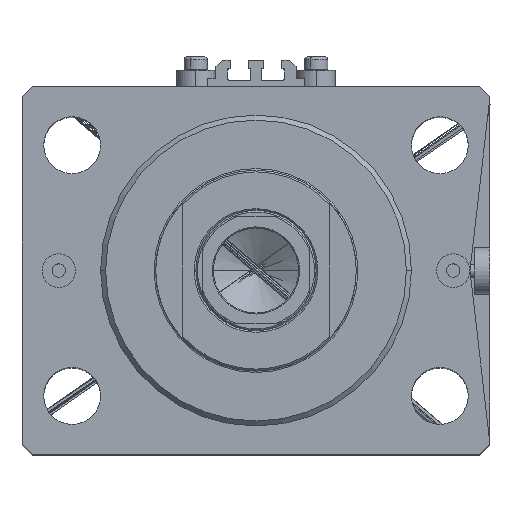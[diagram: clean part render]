
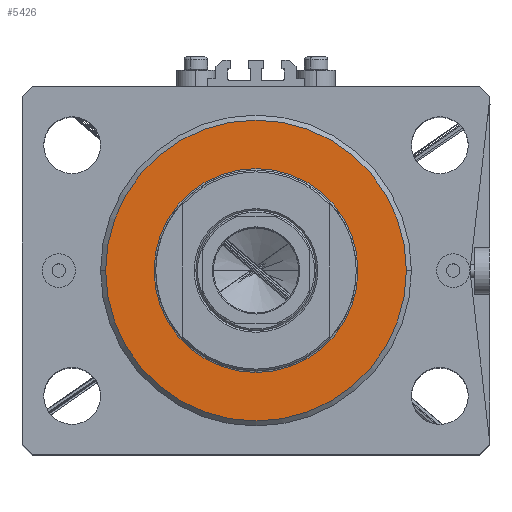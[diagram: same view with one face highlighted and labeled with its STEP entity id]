
A CAD part, top view. The second image highlights one B-rep face of the part: STEP entity #5426.
In plain terms, the highlighted face is planar.
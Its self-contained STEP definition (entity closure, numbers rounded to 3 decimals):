
#240 = EDGE_CURVE ( 'NONE', #36232, #25730, #41338, .T. ) ;
#1129 = CARTESIAN_POINT ( 'NONE',  ( 0., 0., 0. ) ) ;
#3177 = ORIENTED_EDGE ( 'NONE', *, *, #38790, .T. ) ;
#4663 = AXIS2_PLACEMENT_3D ( 'NONE', #1129, #34281, #15691 ) ;
#5397 = CIRCLE ( 'NONE', #4663, 45. ) ;
#5426 = ADVANCED_FACE ( 'NONE', ( #20095, #6275 ), #20814, .F. ) ;
#5686 = AXIS2_PLACEMENT_3D ( 'NONE', #35372, #16528, #42992 ) ;
#6275 = FACE_OUTER_BOUND ( 'NONE', #7903, .T. ) ;
#6568 = AXIS2_PLACEMENT_3D ( 'NONE', #11305, #21397, #40660 ) ;
#7002 = AXIS2_PLACEMENT_3D ( 'NONE', #16137, #33561, #11626 ) ;
#7903 = EDGE_LOOP ( 'NONE', ( #3177, #13357 ) ) ;
#8919 = VERTEX_POINT ( 'NONE', #19618 ) ;
#8928 = CARTESIAN_POINT ( 'NONE',  ( 45., 0., 0. ) ) ;
#9294 = AXIS2_PLACEMENT_3D ( 'NONE', #39832, #47003, #14290 ) ;
#11305 = CARTESIAN_POINT ( 'NONE',  ( 0., 0., 0. ) ) ;
#11626 = DIRECTION ( 'NONE',  ( 1., 0., 0. ) ) ;
#12652 = CIRCLE ( 'NONE', #6568, 45. ) ;
#13323 = EDGE_CURVE ( 'NONE', #25730, #36232, #21466, .T. ) ;
#13357 = ORIENTED_EDGE ( 'NONE', *, *, #22906, .T. ) ;
#14290 = DIRECTION ( 'NONE',  ( 1., 0., 0. ) ) ;
#15691 = DIRECTION ( 'NONE',  ( 1., 0., 0. ) ) ;
#16137 = CARTESIAN_POINT ( 'NONE',  ( 0., 0., 0. ) ) ;
#16528 = DIRECTION ( 'NONE',  ( 0., 0., 1. ) ) ;
#17310 = CARTESIAN_POINT ( 'NONE',  ( -30.5, 0., 0. ) ) ;
#19618 = CARTESIAN_POINT ( 'NONE',  ( -45., 0., 0. ) ) ;
#20095 = FACE_BOUND ( 'NONE', #22829, .T. ) ;
#20814 = PLANE ( 'NONE',  #5686 ) ;
#20982 = VERTEX_POINT ( 'NONE', #8928 ) ;
#21397 = DIRECTION ( 'NONE',  ( 0., 0., -1. ) ) ;
#21466 = CIRCLE ( 'NONE', #7002, 30.5 ) ;
#22829 = EDGE_LOOP ( 'NONE', ( #44024, #37110 ) ) ;
#22906 = EDGE_CURVE ( 'NONE', #8919, #20982, #5397, .T. ) ;
#25730 = VERTEX_POINT ( 'NONE', #17310 ) ;
#28053 = CARTESIAN_POINT ( 'NONE',  ( 30.5, 0., 0. ) ) ;
#33561 = DIRECTION ( 'NONE',  ( 0., 0., 1. ) ) ;
#34281 = DIRECTION ( 'NONE',  ( 0., 0., -1. ) ) ;
#35372 = CARTESIAN_POINT ( 'NONE',  ( 0., 0., 0. ) ) ;
#36232 = VERTEX_POINT ( 'NONE', #28053 ) ;
#37110 = ORIENTED_EDGE ( 'NONE', *, *, #13323, .T. ) ;
#38790 = EDGE_CURVE ( 'NONE', #20982, #8919, #12652, .T. ) ;
#39832 = CARTESIAN_POINT ( 'NONE',  ( 0., 0., 0. ) ) ;
#40660 = DIRECTION ( 'NONE',  ( 1., 0., 0. ) ) ;
#41338 = CIRCLE ( 'NONE', #9294, 30.5 ) ;
#42992 = DIRECTION ( 'NONE',  ( 1., 0., 0. ) ) ;
#44024 = ORIENTED_EDGE ( 'NONE', *, *, #240, .T. ) ;
#47003 = DIRECTION ( 'NONE',  ( 0., 0., 1. ) ) ;
